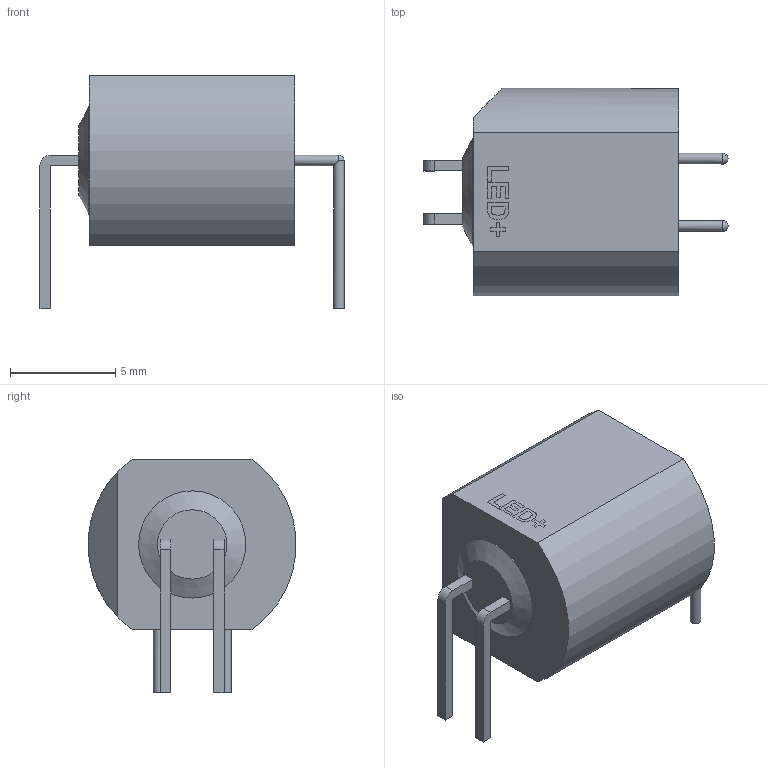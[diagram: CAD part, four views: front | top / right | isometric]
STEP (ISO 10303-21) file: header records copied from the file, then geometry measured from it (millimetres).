
FILE_DESCRIPTION(/* description */ ('STEP AP242','CAx-IF Rec.Pracs.---Representation and Presentation of Product Manufacturing Information (PMI)---4.0---2014-10-13','CAx-IF Rec.Pracs.---3D Tessellated Geometry---0.4---2014-09-14','2;1'),/* implementation_level */ '2;1');
FILE_NAME(/* name */ '62a60c5b601d1006a4e969b9',/* time_stamp */ '2022-06-12T15:55:08+00:00',/* author */ (''),/* organization */ (''),/* preprocessor_version */ 'ST-DEVELOPER v18.102',/* originating_system */ ' ',/* authorisation */ ' ');
FILE_SCHEMA (('AP242_MANAGED_MODEL_BASED_3D_ENGINEERING_MIM_LF { 1 0 10303 442 1 1 4 }'));
Length unit declared in the file: metre
Products named in the file (11): VTL (vactrol) v2
Bounding box: 14.47 x 9.88 x 11.1 mm (x, y, z)
Volume: 697.6 mm3; surface area: 947.3 mm2
Topology: 11 solids, 11 shells, 178 faces, 447 edges, 297 vertices
Faces by surface type: plane 129, cylinder 46, sphere 2, cone 1
Full cylindrical faces by diameter (mm): 0.5 x4, 5.1 x2
Entity records: 5521 total; most frequent: CARTESIAN_POINT 1014, DIRECTION 873, ORIENTED_EDGE 864, EDGE_CURVE 432, LINE 301, VECTOR 301, VERTEX_POINT 291, AXIS2_PLACEMENT_3D 286
